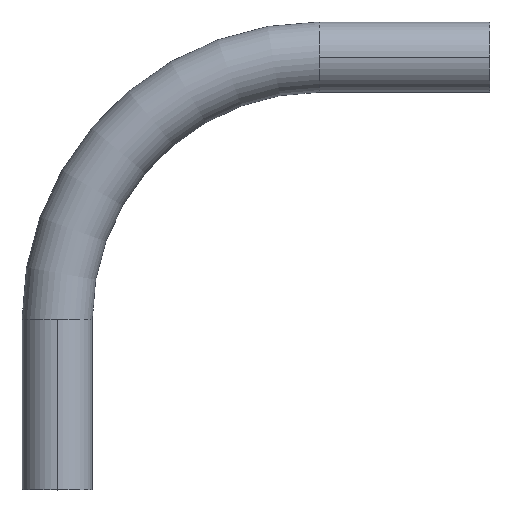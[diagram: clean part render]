
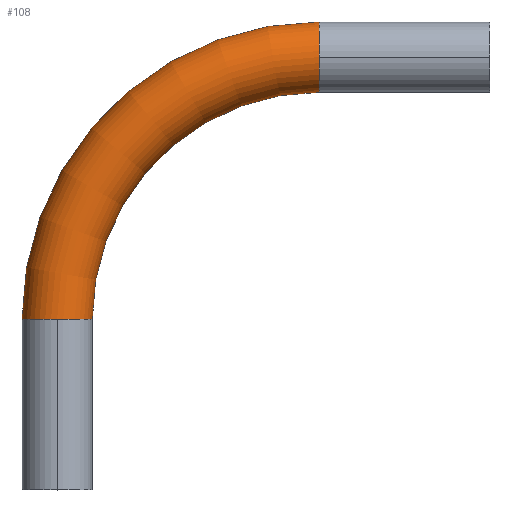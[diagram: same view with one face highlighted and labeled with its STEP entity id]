
A CAD part, top view. The second image highlights one B-rep face of the part: STEP entity #108.
In plain terms, the highlighted toroidal (fillet/blend) face has major radius 250 mm and minor radius 33.5 mm.
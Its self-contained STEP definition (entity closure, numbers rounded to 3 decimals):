
#6 = DIRECTION ( 'NONE',  ( -1., 0., 0. ) ) ;
#35 = ORIENTED_EDGE ( 'NONE', *, *, #225, .F. ) ;
#37 = EDGE_CURVE ( 'NONE', #417, #538, #656, .T. ) ;
#45 = ORIENTED_EDGE ( 'NONE', *, *, #331, .T. ) ;
#51 = CARTESIAN_POINT ( 'NONE',  ( -250., 0., 0. ) ) ;
#74 = VERTEX_POINT ( 'NONE', #389 ) ;
#85 = CIRCLE ( 'NONE', #537, 33.5 ) ;
#103 = DIRECTION ( 'NONE',  ( -1., 0., 0. ) ) ;
#108 = ADVANCED_FACE ( 'NONE', ( #464 ), #598, .T. ) ;
#121 = DIRECTION ( 'NONE',  ( 0., 0., 1. ) ) ;
#130 = EDGE_LOOP ( 'NONE', ( #313, #35, #187, #246, #45, #579 ) ) ;
#135 = CARTESIAN_POINT ( 'NONE',  ( 0., 0., 0. ) ) ;
#181 = DIRECTION ( 'NONE',  ( 0., 0., 1. ) ) ;
#187 = ORIENTED_EDGE ( 'NONE', *, *, #37, .F. ) ;
#203 = DIRECTION ( 'NONE',  ( -1., 0., 0. ) ) ;
#225 = EDGE_CURVE ( 'NONE', #538, #414, #85, .T. ) ;
#246 = ORIENTED_EDGE ( 'NONE', *, *, #438, .T. ) ;
#269 = DIRECTION ( 'NONE',  ( 0., 0., -1. ) ) ;
#278 = AXIS2_PLACEMENT_3D ( 'NONE', #571, #310, #449 ) ;
#282 = VERTEX_POINT ( 'NONE', #489 ) ;
#283 = CARTESIAN_POINT ( 'NONE',  ( -250., 0., 33.5 ) ) ;
#292 = DIRECTION ( 'NONE',  ( 0., -1., 0. ) ) ;
#300 = DIRECTION ( 'NONE',  ( -1., 0., 0. ) ) ;
#303 = CARTESIAN_POINT ( 'NONE',  ( -216.5, 0., 0. ) ) ;
#307 = CARTESIAN_POINT ( 'NONE',  ( 0., 250., 0. ) ) ;
#310 = DIRECTION ( 'NONE',  ( 0., -1., 0. ) ) ;
#313 = ORIENTED_EDGE ( 'NONE', *, *, #752, .F. ) ;
#331 = EDGE_CURVE ( 'NONE', #282, #74, #605, .T. ) ;
#344 = AXIS2_PLACEMENT_3D ( 'NONE', #397, #269, #772 ) ;
#389 = CARTESIAN_POINT ( 'NONE',  ( 0., 250., 33.5 ) ) ;
#397 = CARTESIAN_POINT ( 'NONE',  ( 0., 0., 0. ) ) ;
#414 = VERTEX_POINT ( 'NONE', #445 ) ;
#417 = VERTEX_POINT ( 'NONE', #303 ) ;
#422 = EDGE_CURVE ( 'NONE', #74, #559, #436, .T. ) ;
#429 = CARTESIAN_POINT ( 'NONE',  ( 0., 250., 0. ) ) ;
#436 = CIRCLE ( 'NONE', #554, 33.5 ) ;
#438 = EDGE_CURVE ( 'NONE', #417, #282, #691, .T. ) ;
#439 = DIRECTION ( 'NONE',  ( 0., 0., 1. ) ) ;
#445 = CARTESIAN_POINT ( 'NONE',  ( -283.5, 0., 0. ) ) ;
#449 = DIRECTION ( 'NONE',  ( 0., 0., 1. ) ) ;
#450 = DIRECTION ( 'NONE',  ( 0., 0., -1. ) ) ;
#456 = AXIS2_PLACEMENT_3D ( 'NONE', #135, #450, #203 ) ;
#464 = FACE_OUTER_BOUND ( 'NONE', #130, .T. ) ;
#489 = CARTESIAN_POINT ( 'NONE',  ( 0., 216.5, 0. ) ) ;
#493 = AXIS2_PLACEMENT_3D ( 'NONE', #429, #300, #121 ) ;
#498 = CARTESIAN_POINT ( 'NONE',  ( 0., 283.5, 0. ) ) ;
#537 = AXIS2_PLACEMENT_3D ( 'NONE', #51, #292, #181 ) ;
#538 = VERTEX_POINT ( 'NONE', #283 ) ;
#554 = AXIS2_PLACEMENT_3D ( 'NONE', #307, #6, #439 ) ;
#559 = VERTEX_POINT ( 'NONE', #498 ) ;
#571 = CARTESIAN_POINT ( 'NONE',  ( -250., 0., 0. ) ) ;
#579 = ORIENTED_EDGE ( 'NONE', *, *, #422, .T. ) ;
#598 = TOROIDAL_SURFACE ( 'NONE', #344, 250., 33.5 ) ;
#605 = CIRCLE ( 'NONE', #493, 33.5 ) ;
#647 = DIRECTION ( 'NONE',  ( 0., 0., -1. ) ) ;
#651 = CARTESIAN_POINT ( 'NONE',  ( 0., 0., 0. ) ) ;
#656 = CIRCLE ( 'NONE', #278, 33.5 ) ;
#671 = AXIS2_PLACEMENT_3D ( 'NONE', #651, #647, #103 ) ;
#691 = CIRCLE ( 'NONE', #671, 216.5 ) ;
#699 = CIRCLE ( 'NONE', #456, 283.5 ) ;
#752 = EDGE_CURVE ( 'NONE', #414, #559, #699, .T. ) ;
#772 = DIRECTION ( 'NONE',  ( -1., 0., 0. ) ) ;
